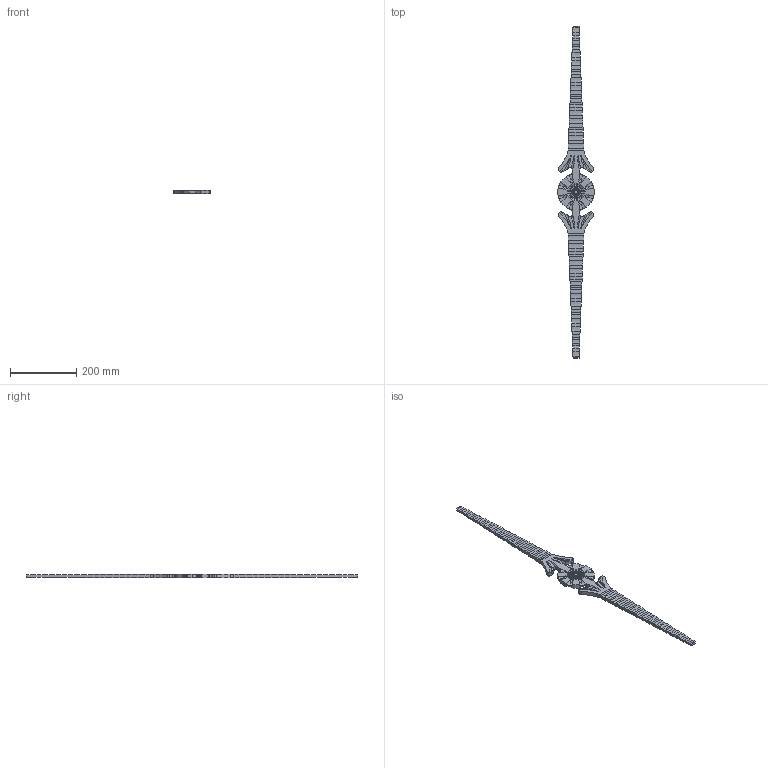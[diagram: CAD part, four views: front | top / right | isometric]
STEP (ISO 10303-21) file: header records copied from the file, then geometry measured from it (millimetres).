
FILE_DESCRIPTION (( 'STEP AP203' ), '1' );
FILE_NAME ('1246.STEP', '2021-01-12T08:09:49', ( '' ), ( '' ), 'SwSTEP 2.0', 'SolidWorks 2018', '' );
FILE_SCHEMA (( 'CONFIG_CONTROL_DESIGN' ));
Length unit declared in the file: millimetre
Products named in the file (2): 1246
Bounding box: 109.87 x 1000 x 12 mm (x, y, z)
Volume: 430738.1 mm3; surface area: 112441.3 mm2
Topology: 1 solids, 1 shells, 681 faces, 1834 edges, 1162 vertices
Faces by surface type: bspline 283, plane 234, cylinder 119, torus 24, cone 21
Entity records: 61210 total; most frequent: CARTESIAN_POINT 46782, ORIENTED_EDGE 3634, DIRECTION 1925, EDGE_CURVE 1817, VERTEX_POINT 1162, VECTOR 727, LINE 727, B_SPLINE_CURVE_WITH_KNOTS 711
